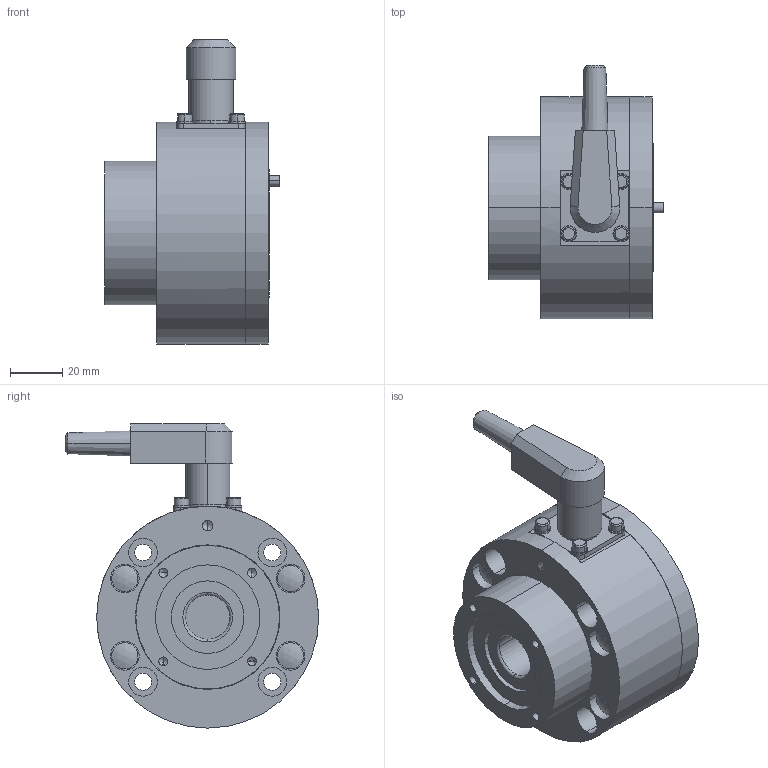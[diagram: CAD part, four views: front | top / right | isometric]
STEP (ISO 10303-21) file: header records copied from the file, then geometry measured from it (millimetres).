
FILE_DESCRIPTION((''),'2;1');
FILE_NAME('110527.3_-.stp','2019-12-25T14:19:26',(''),(''),'Mechanical Desktop 2009','Mechanical Desktop 2009',', , ');
FILE_SCHEMA(('CONFIG_CONTROL_DESIGN'));
Length unit declared in the file: millimetre
Products named in the file (21): ZEICHNUNG3; C1105273; C1105271; C0704203; C0709072; C0709104; GERÄTESTECKER_5POL_C091 31S005 100 2; FEDERRING_M3; I-6KT_SCHRAUBE_M3X8; PENDELKUGELLAGER_1203TV_2203TV; SICHERUNGSRING_J40; I-6KT_SCHRAUBE_M6X30; SCHUTZKAPPE_M6_S5; KABELDOSE_WINKEL_MINI_5_POLA; KABELDOSE_WINKEL_MINI_5_POL; SPANNSTIFT_4X10A; SPANNSTIFT_4X10; RM_SDBA; I-6KT_SCHRAUBE_M6X40A; I-6KT_SCHRAUBE_M6X40; RM_SDB
Assembly tree (31 placements, depth 4):
  ZEICHNUNG3
    C1105273
      C1105271
        C0704203
        C0709072
        C0709104
        GERÄTESTECKER_5POL_C091 31S005 100 2
        FEDERRING_M3  x4
        I-6KT_SCHRAUBE_M3X8  x4
        PENDELKUGELLAGER_1203TV_2203TV
        SICHERUNGSRING_J40
        I-6KT_SCHRAUBE_M6X30  x4
        SCHUTZKAPPE_M6_S5  x4
      KABELDOSE_WINKEL_MINI_5_POLA
        KABELDOSE_WINKEL_MINI_5_POL
      SPANNSTIFT_4X10A
        SPANNSTIFT_4X10
    RM_SDBA  x3
  I-6KT_SCHRAUBE_M6X40A
  I-6KT_SCHRAUBE_M6X40
  RM_SDB
Bounding box: 67 x 97 x 116.5 mm (x, y, z)
Volume: 255218.2 mm3; surface area: 83398.4 mm2
Topology: 24 solids, 24 shells, 472 faces, 1051 edges, 675 vertices
Faces by surface type: cylinder 240, plane 149, cone 55, torus 24, sphere 4
Entity records: 10645 total; most frequent: DIRECTION 1997, CARTESIAN_POINT 1721, ORIENTED_EDGE 1530, AXIS2_PLACEMENT_3D 843, EDGE_CURVE 765, VERTEX_POINT 501, EDGE_LOOP 454, CIRCLE 451
